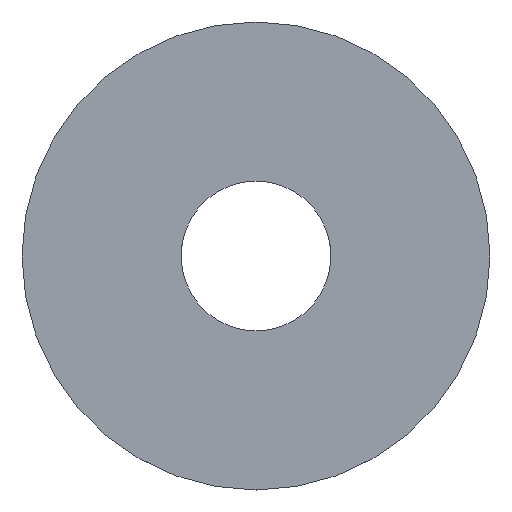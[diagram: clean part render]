
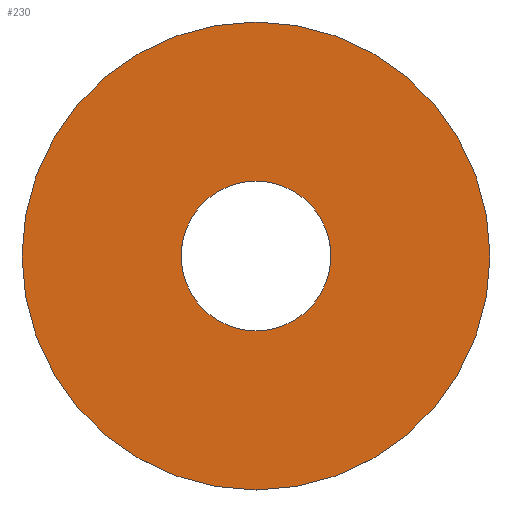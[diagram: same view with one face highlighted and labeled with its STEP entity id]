
A CAD part, top view. The second image highlights one B-rep face of the part: STEP entity #230.
In plain terms, the highlighted planar face has unit normal (0, 0, 1).
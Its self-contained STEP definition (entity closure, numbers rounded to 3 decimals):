
#20 = CARTESIAN_POINT ( 'NONE',  ( 0., 0., 0.15 ) ) ;
#21 = EDGE_LOOP ( 'NONE', ( #216, #204 ) ) ;
#23 = EDGE_CURVE ( 'NONE', #93, #187, #84, .T. ) ;
#25 = CARTESIAN_POINT ( 'NONE',  ( 0., 0., 0.15 ) ) ;
#30 = CARTESIAN_POINT ( 'NONE',  ( 0., 4., 0.15 ) ) ;
#42 = DIRECTION ( 'NONE',  ( 0., 0., -1. ) ) ;
#45 = AXIS2_PLACEMENT_3D ( 'NONE', #240, #143, #76 ) ;
#57 = FACE_OUTER_BOUND ( 'NONE', #21, .T. ) ;
#58 = ORIENTED_EDGE ( 'NONE', *, *, #175, .T. ) ;
#67 = CIRCLE ( 'NONE', #241, 12.5 ) ;
#73 = VERTEX_POINT ( 'NONE', #30 ) ;
#76 = DIRECTION ( 'NONE',  ( 0., -1., 0. ) ) ;
#77 = ORIENTED_EDGE ( 'NONE', *, *, #214, .T. ) ;
#78 = CIRCLE ( 'NONE', #119, 4. ) ;
#79 = AXIS2_PLACEMENT_3D ( 'NONE', #25, #122, #203 ) ;
#84 = CIRCLE ( 'NONE', #140, 12.5 ) ;
#86 = DIRECTION ( 'NONE',  ( 0., 1., 0. ) ) ;
#93 = VERTEX_POINT ( 'NONE', #202 ) ;
#96 = DIRECTION ( 'NONE',  ( 0., 1., 0. ) ) ;
#104 = FACE_BOUND ( 'NONE', #235, .T. ) ;
#105 = CARTESIAN_POINT ( 'NONE',  ( 0., 0., 0.15 ) ) ;
#115 = CARTESIAN_POINT ( 'NONE',  ( 0., 0., 0.15 ) ) ;
#116 = VERTEX_POINT ( 'NONE', #149 ) ;
#119 = AXIS2_PLACEMENT_3D ( 'NONE', #20, #134, #213 ) ;
#122 = DIRECTION ( 'NONE',  ( 0., 0., -1. ) ) ;
#134 = DIRECTION ( 'NONE',  ( 0., 0., -1. ) ) ;
#140 = AXIS2_PLACEMENT_3D ( 'NONE', #105, #170, #86 ) ;
#143 = DIRECTION ( 'NONE',  ( 0., 0., 1. ) ) ;
#149 = CARTESIAN_POINT ( 'NONE',  ( 0., -4., 0.15 ) ) ;
#170 = DIRECTION ( 'NONE',  ( 0., 0., -1. ) ) ;
#175 = EDGE_CURVE ( 'NONE', #73, #116, #78, .T. ) ;
#178 = EDGE_CURVE ( 'NONE', #187, #93, #67, .T. ) ;
#181 = CARTESIAN_POINT ( 'NONE',  ( 0., -12.5, 0.15 ) ) ;
#183 = PLANE ( 'NONE',  #45 ) ;
#187 = VERTEX_POINT ( 'NONE', #181 ) ;
#195 = CIRCLE ( 'NONE', #79, 4. ) ;
#202 = CARTESIAN_POINT ( 'NONE',  ( 0., 12.5, 0.15 ) ) ;
#203 = DIRECTION ( 'NONE',  ( 0., 1., 0. ) ) ;
#204 = ORIENTED_EDGE ( 'NONE', *, *, #178, .F. ) ;
#213 = DIRECTION ( 'NONE',  ( 0., 1., 0. ) ) ;
#214 = EDGE_CURVE ( 'NONE', #116, #73, #195, .T. ) ;
#216 = ORIENTED_EDGE ( 'NONE', *, *, #23, .F. ) ;
#230 = ADVANCED_FACE ( 'NONE', ( #104, #57 ), #183, .T. ) ;
#235 = EDGE_LOOP ( 'NONE', ( #58, #77 ) ) ;
#240 = CARTESIAN_POINT ( 'NONE',  ( 0., 4., 0.15 ) ) ;
#241 = AXIS2_PLACEMENT_3D ( 'NONE', #115, #42, #96 ) ;
